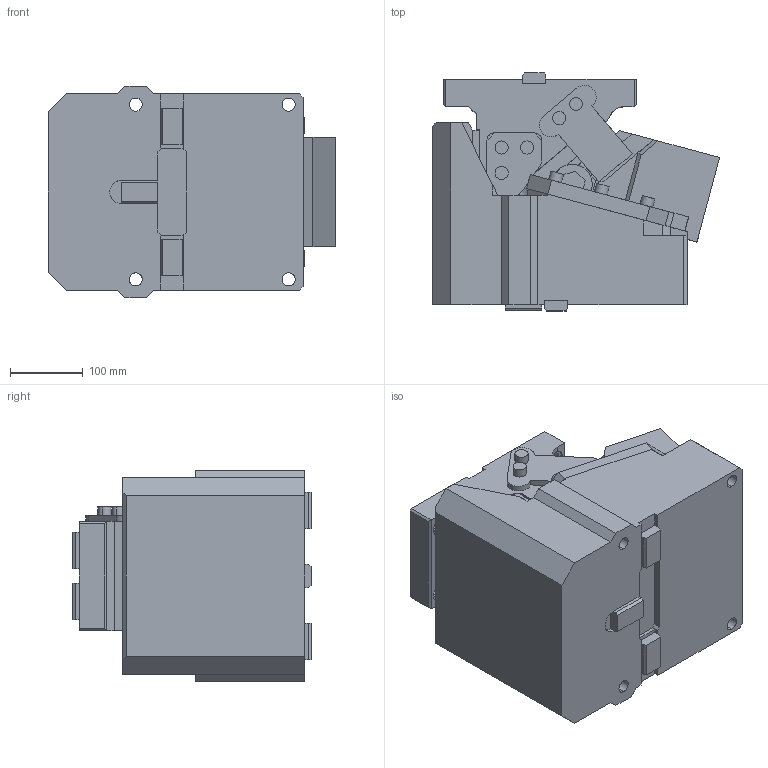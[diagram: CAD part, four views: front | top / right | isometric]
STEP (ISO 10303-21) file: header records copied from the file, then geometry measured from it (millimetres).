
FILE_DESCRIPTION(('CATIA V5 STEP Exchange'),'2;1');
FILE_NAME('CDCP_150_15_60.stp','2016-09-26T10:46:09+00:00',('none'),('none'),'CATIA Version 5 Release 20 GA (IN-10)','CATIA V5 STEP AP203','none');
FILE_SCHEMA(('CONFIG_CONTROL_DESIGN'));
Length unit declared in the file: millimetre
Products named in the file (1): CDCP-150-15-60
Bounding box: 394.53 x 327 x 290 mm (x, y, z)
Volume: 19317421.4 mm3; surface area: 1047324.1 mm2
Topology: 3 solids, 3 shells, 533 faces, 1424 edges, 925 vertices
Faces by surface type: plane 418, cylinder 115
Entity records: 17326 total; most frequent: CARTESIAN_POINT 4275, ORIENTED_EDGE 2848, DIRECTION 2341, EDGE_CURVE 1424, VECTOR 1170, LINE 1170, VERTEX_POINT 925, AXIS2_PLACEMENT_3D 664
